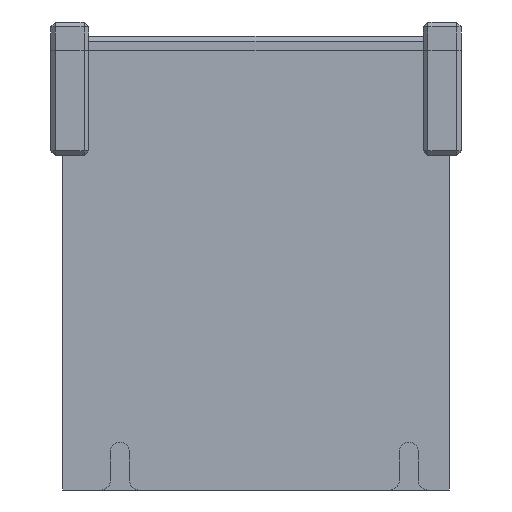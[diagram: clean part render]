
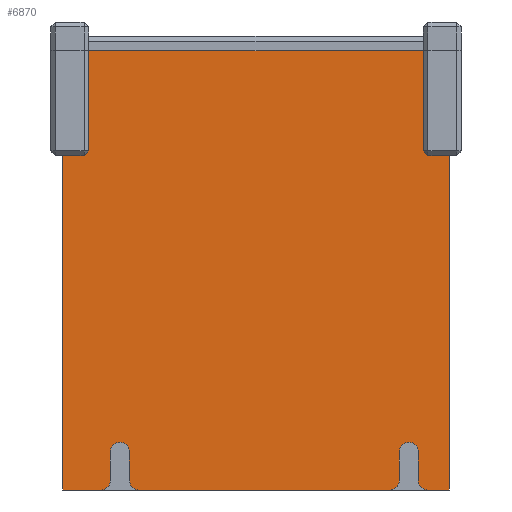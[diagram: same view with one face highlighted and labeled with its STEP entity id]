
A CAD part, front view. The second image highlights one B-rep face of the part: STEP entity #6870.
In plain terms, the highlighted planar face has unit normal (0, -1, 0).
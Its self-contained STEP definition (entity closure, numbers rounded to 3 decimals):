
#436=PLANE('',#7392);
#719=FACE_OUTER_BOUND('',#1135,.T.);
#1135=EDGE_LOOP('',(#5431,#5432,#5433,#5434,#5435,#5436,#5437,#5438,#5439,
#5440,#5441,#5442,#5443,#5444,#5445,#5446,#5447,#5448,#5449,#5450,#5451,
#5452));
#1412=CIRCLE('',#7233,2.);
#1419=CIRCLE('',#7243,2.);
#1420=CIRCLE('',#7246,2.);
#1421=CIRCLE('',#7249,2.);
#1422=CIRCLE('',#7252,2.);
#1423=CIRCLE('',#7255,2.);
#1594=LINE('',#9739,#2300);
#1598=LINE('',#9746,#2304);
#1616=LINE('',#9793,#2322);
#1619=LINE('',#9801,#2325);
#1622=LINE('',#9810,#2328);
#1625=LINE('',#9817,#2331);
#1626=LINE('',#9821,#2332);
#1718=LINE('',#10036,#2424);
#1802=LINE('',#10221,#2508);
#1805=LINE('',#10227,#2511);
#1811=LINE('',#10241,#2517);
#1862=LINE('',#10344,#2568);
#1865=LINE('',#10349,#2571);
#1866=LINE('',#10351,#2572);
#1870=LINE('',#10362,#2576);
#1872=LINE('',#10365,#2578);
#2300=VECTOR('',#7967,10.);
#2304=VECTOR('',#7971,10.);
#2322=VECTOR('',#8007,10.);
#2325=VECTOR('',#8016,10.);
#2328=VECTOR('',#8025,10.);
#2331=VECTOR('',#8034,10.);
#2332=VECTOR('',#8041,10.);
#2424=VECTOR('',#8219,10.);
#2508=VECTOR('',#8401,10.);
#2511=VECTOR('',#8410,10.);
#2517=VECTOR('',#8422,10.);
#2568=VECTOR('',#8531,10.);
#2571=VECTOR('',#8536,10.);
#2572=VECTOR('',#8539,10.);
#2576=VECTOR('',#8555,10.);
#2578=VECTOR('',#8559,10.);
#2994=VERTEX_POINT('',#9717);
#2995=VERTEX_POINT('',#9718);
#3003=VERTEX_POINT('',#9736);
#3004=VERTEX_POINT('',#9738);
#3007=VERTEX_POINT('',#9744);
#3025=VERTEX_POINT('',#9785);
#3026=VERTEX_POINT('',#9786);
#3027=VERTEX_POINT('',#9791);
#3028=VERTEX_POINT('',#9795);
#3029=VERTEX_POINT('',#9799);
#3030=VERTEX_POINT('',#9803);
#3031=VERTEX_POINT('',#9805);
#3032=VERTEX_POINT('',#9809);
#3033=VERTEX_POINT('',#9813);
#3112=VERTEX_POINT('',#10033);
#3113=VERTEX_POINT('',#10035);
#3164=VERTEX_POINT('',#10219);
#3165=VERTEX_POINT('',#10220);
#3169=VERTEX_POINT('',#10239);
#3170=VERTEX_POINT('',#10240);
#3193=VERTEX_POINT('',#10343);
#3194=VERTEX_POINT('',#10347);
#3675=EDGE_CURVE('',#2994,#2995,#1412,.T.);
#3685=EDGE_CURVE('',#3003,#3004,#1594,.T.);
#3689=EDGE_CURVE('',#3007,#2994,#1598,.T.);
#3709=EDGE_CURVE('',#3025,#3026,#1419,.T.);
#3713=EDGE_CURVE('',#3025,#3027,#1616,.T.);
#3714=EDGE_CURVE('',#3028,#3003,#1420,.T.);
#3717=EDGE_CURVE('',#3028,#3029,#1619,.T.);
#3719=EDGE_CURVE('',#3030,#3031,#1421,.T.);
#3721=EDGE_CURVE('',#3032,#3031,#1622,.T.);
#3724=EDGE_CURVE('',#3027,#3033,#1422,.T.);
#3725=EDGE_CURVE('',#3033,#2995,#1625,.T.);
#3726=EDGE_CURVE('',#3029,#3032,#1423,.T.);
#3727=EDGE_CURVE('',#3026,#3030,#1626,.T.);
#3833=EDGE_CURVE('',#3112,#3113,#1718,.T.);
#3928=EDGE_CURVE('',#3164,#3165,#1802,.F.);
#3931=EDGE_CURVE('',#3165,#3112,#1805,.T.);
#3937=EDGE_CURVE('',#3169,#3170,#1811,.F.);
#3988=EDGE_CURVE('',#3170,#3193,#1862,.T.);
#3991=EDGE_CURVE('',#3194,#3164,#1865,.T.);
#3992=EDGE_CURVE('',#3169,#3113,#1866,.T.);
#3997=EDGE_CURVE('',#3193,#3007,#1870,.T.);
#3999=EDGE_CURVE('',#3194,#3004,#1872,.T.);
#5431=ORIENTED_EDGE('',*,*,#3675,.F.);
#5432=ORIENTED_EDGE('',*,*,#3689,.F.);
#5433=ORIENTED_EDGE('',*,*,#3997,.F.);
#5434=ORIENTED_EDGE('',*,*,#3988,.F.);
#5435=ORIENTED_EDGE('',*,*,#3937,.F.);
#5436=ORIENTED_EDGE('',*,*,#3992,.T.);
#5437=ORIENTED_EDGE('',*,*,#3833,.F.);
#5438=ORIENTED_EDGE('',*,*,#3931,.F.);
#5439=ORIENTED_EDGE('',*,*,#3928,.F.);
#5440=ORIENTED_EDGE('',*,*,#3991,.F.);
#5441=ORIENTED_EDGE('',*,*,#3999,.T.);
#5442=ORIENTED_EDGE('',*,*,#3685,.F.);
#5443=ORIENTED_EDGE('',*,*,#3714,.F.);
#5444=ORIENTED_EDGE('',*,*,#3717,.T.);
#5445=ORIENTED_EDGE('',*,*,#3726,.T.);
#5446=ORIENTED_EDGE('',*,*,#3721,.T.);
#5447=ORIENTED_EDGE('',*,*,#3719,.F.);
#5448=ORIENTED_EDGE('',*,*,#3727,.F.);
#5449=ORIENTED_EDGE('',*,*,#3709,.F.);
#5450=ORIENTED_EDGE('',*,*,#3713,.T.);
#5451=ORIENTED_EDGE('',*,*,#3724,.T.);
#5452=ORIENTED_EDGE('',*,*,#3725,.T.);
#6870=ADVANCED_FACE('',(#719),#436,.T.);
#7233=AXIS2_PLACEMENT_3D('',#9719,#7953,#7954);
#7243=AXIS2_PLACEMENT_3D('',#9787,#8000,#8001);
#7246=AXIS2_PLACEMENT_3D('',#9796,#8010,#8011);
#7249=AXIS2_PLACEMENT_3D('',#9806,#8020,#8021);
#7252=AXIS2_PLACEMENT_3D('',#9815,#8030,#8031);
#7255=AXIS2_PLACEMENT_3D('',#9819,#8037,#8038);
#7392=AXIS2_PLACEMENT_3D('',#10364,#8557,#8558);
#7953=DIRECTION('center_axis',(0.,1.,0.));
#7954=DIRECTION('ref_axis',(-0.707,0.,-0.707));
#7967=DIRECTION('',(-1.,0.,0.));
#7971=DIRECTION('',(-1.,0.,0.));
#8000=DIRECTION('center_axis',(0.,1.,0.));
#8001=DIRECTION('ref_axis',(0.707,0.,-0.707));
#8007=DIRECTION('',(0.,0.,1.));
#8010=DIRECTION('center_axis',(0.,1.,0.));
#8011=DIRECTION('ref_axis',(0.707,0.,-0.707));
#8016=DIRECTION('',(0.,0.,1.));
#8020=DIRECTION('center_axis',(0.,1.,0.));
#8021=DIRECTION('ref_axis',(-0.707,0.,-0.707));
#8025=DIRECTION('',(0.,0.,-1.));
#8030=DIRECTION('center_axis',(0.,1.,0.));
#8031=DIRECTION('ref_axis',(1.,0.,0.));
#8034=DIRECTION('',(0.,0.,-1.));
#8037=DIRECTION('center_axis',(0.,1.,0.));
#8038=DIRECTION('ref_axis',(1.,0.,0.));
#8041=DIRECTION('',(-1.,0.,0.));
#8219=DIRECTION('',(1.,0.,0.));
#8401=DIRECTION('',(-0.707,0.,-0.707));
#8410=DIRECTION('',(0.,0.,1.));
#8422=DIRECTION('',(-0.707,0.,0.707));
#8531=DIRECTION('',(1.,0.,0.));
#8536=DIRECTION('',(1.,0.,0.));
#8539=DIRECTION('',(0.,0.,1.));
#8555=DIRECTION('',(0.,0.,-1.));
#8557=DIRECTION('center_axis',(0.,-1.,0.));
#8558=DIRECTION('ref_axis',(1.,0.,0.));
#8559=DIRECTION('',(0.,0.,-1.));
#9717=CARTESIAN_POINT('',(36.,-29.5,-90.));
#9718=CARTESIAN_POINT('',(34.,-29.5,-88.));
#9719=CARTESIAN_POINT('Origin',(36.,-29.5,-88.));
#9736=CARTESIAN_POINT('',(-32.5,-29.5,-90.));
#9738=CARTESIAN_POINT('',(-40.5,-29.5,-90.));
#9739=CARTESIAN_POINT('',(40.5,-29.5,-90.));
#9744=CARTESIAN_POINT('',(40.5,-29.5,-90.));
#9746=CARTESIAN_POINT('',(40.5,-29.5,-90.));
#9785=CARTESIAN_POINT('',(30.,-29.5,-88.));
#9786=CARTESIAN_POINT('',(28.,-29.5,-90.));
#9787=CARTESIAN_POINT('Origin',(28.,-29.5,-88.));
#9791=CARTESIAN_POINT('',(30.,-29.5,-82.));
#9793=CARTESIAN_POINT('',(30.,-29.5,-45.));
#9795=CARTESIAN_POINT('',(-30.5,-29.5,-88.));
#9796=CARTESIAN_POINT('Origin',(-32.5,-29.5,-88.));
#9799=CARTESIAN_POINT('',(-30.5,-29.5,-82.));
#9801=CARTESIAN_POINT('',(-30.5,-29.5,-45.));
#9803=CARTESIAN_POINT('',(-24.5,-29.5,-90.));
#9805=CARTESIAN_POINT('',(-26.5,-29.5,-88.));
#9806=CARTESIAN_POINT('Origin',(-24.5,-29.5,-88.));
#9809=CARTESIAN_POINT('',(-26.5,-29.5,-82.));
#9810=CARTESIAN_POINT('',(-26.5,-29.5,-41.));
#9813=CARTESIAN_POINT('',(34.,-29.5,-82.));
#9815=CARTESIAN_POINT('Origin',(32.,-29.5,-82.));
#9817=CARTESIAN_POINT('',(34.,-29.5,-41.));
#9819=CARTESIAN_POINT('Origin',(-28.5,-29.5,-82.));
#9821=CARTESIAN_POINT('',(40.5,-29.5,-90.));
#10033=CARTESIAN_POINT('',(-35.,-29.5,2.));
#10035=CARTESIAN_POINT('',(35.,-29.5,2.));
#10036=CARTESIAN_POINT('',(40.5,-29.5,2.));
#10219=CARTESIAN_POINT('',(-36.,-29.5,-20.));
#10220=CARTESIAN_POINT('',(-35.,-29.5,-19.));
#10221=CARTESIAN_POINT('',(-30.5,-29.5,-14.5));
#10227=CARTESIAN_POINT('',(-35.,-29.5,0.));
#10239=CARTESIAN_POINT('',(35.,-29.5,-19.));
#10240=CARTESIAN_POINT('',(36.,-29.5,-20.));
#10241=CARTESIAN_POINT('',(13.,-29.5,3.));
#10343=CARTESIAN_POINT('',(40.5,-29.5,-20.));
#10344=CARTESIAN_POINT('',(39.75,-29.5,-20.));
#10347=CARTESIAN_POINT('',(-40.5,-29.5,-20.));
#10349=CARTESIAN_POINT('',(0.75,-29.5,-20.));
#10351=CARTESIAN_POINT('',(35.,-29.5,0.));
#10362=CARTESIAN_POINT('',(40.5,-29.5,0.));
#10364=CARTESIAN_POINT('Origin',(-35.,-29.5,0.));
#10365=CARTESIAN_POINT('',(-40.5,-29.5,0.));
